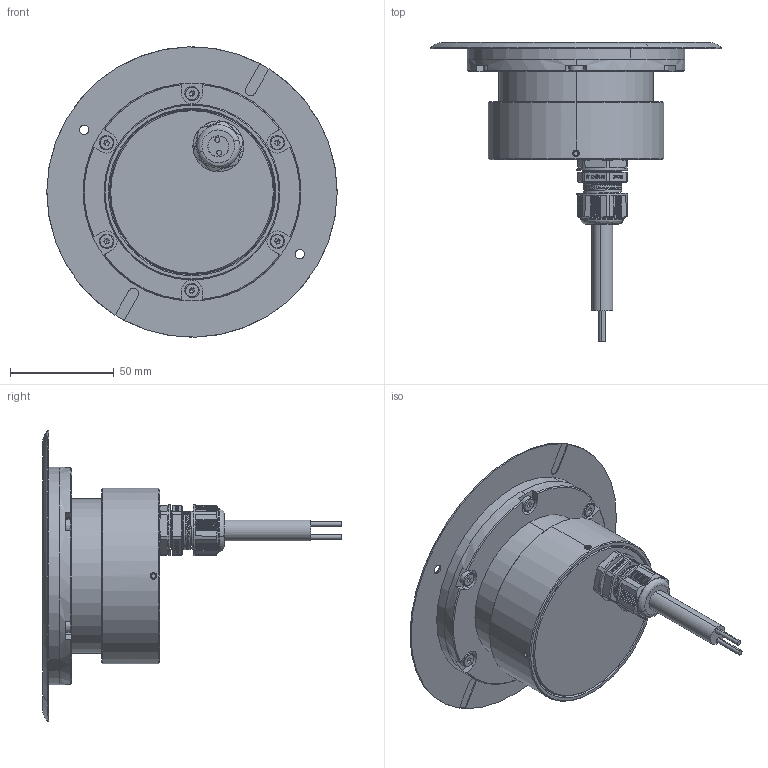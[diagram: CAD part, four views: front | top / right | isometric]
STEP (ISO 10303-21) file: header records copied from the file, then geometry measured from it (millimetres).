
FILE_DESCRIPTION (( 'STEP AP203' ), '1' );
FILE_NAME ('POOL MEDIUM.STEP', '2023-04-07T08:18:30', ( '' ), ( '' ), 'SwSTEP 2.0', 'SolidWorks 2017', '' );
FILE_SCHEMA (( 'CONFIG_CONTROL_DESIGN' ));
Length unit declared in the file: millimetre
Products named in the file (1): POOL MEDIUM
Bounding box: 139.99 x 144.54 x 139.99 mm (x, y, z)
Surface area: 147311.1 mm2 (no closed solid volume)
Topology: 0 solids, 30 shells, 2221 faces, 5486 edges, 3364 vertices
Faces by surface type: plane 1024, bspline 462, cylinder 315, cone 297, torus 113, sphere 10
Full cylindrical faces by diameter (mm): 16.6 x2
Entity records: 81501 total; most frequent: CARTESIAN_POINT 33584, ORIENTED_EDGE 10803, DIRECTION 8700, EDGE_CURVE 5409, VERTEX_POINT 3361, AXIS2_PLACEMENT_3D 3099, LINE 2502, VECTOR 2502
